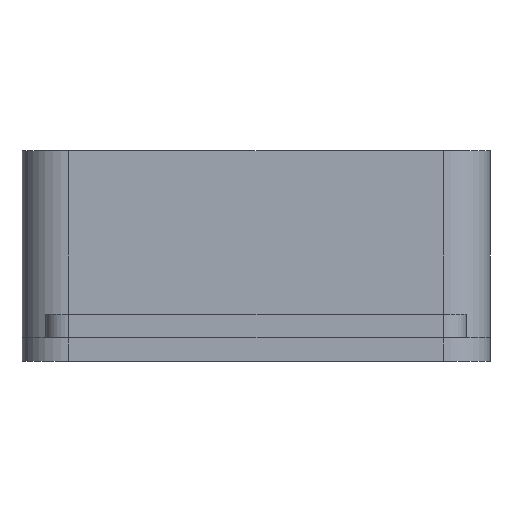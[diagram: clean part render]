
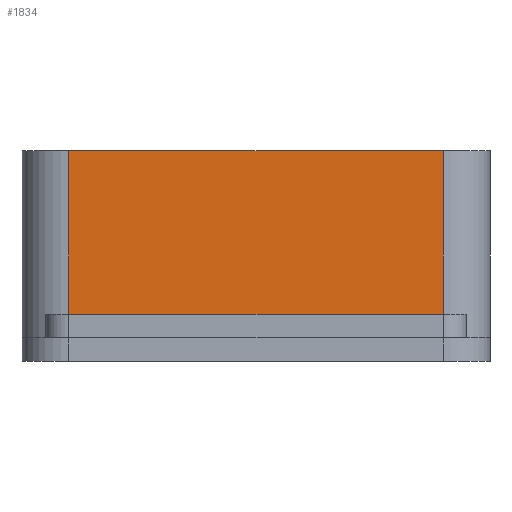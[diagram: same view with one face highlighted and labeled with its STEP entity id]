
A CAD part, left-side view. The second image highlights one B-rep face of the part: STEP entity #1834.
In plain terms, the highlighted planar face has unit normal (-1, 0, 0).
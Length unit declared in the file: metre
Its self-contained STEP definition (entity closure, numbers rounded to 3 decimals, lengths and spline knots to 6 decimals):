
#366=ORIENTED_EDGE('',*,*,#781,.T.);
#367=ORIENTED_EDGE('',*,*,#787,.F.);
#368=ORIENTED_EDGE('',*,*,#682,.F.);
#369=ORIENTED_EDGE('',*,*,#788,.T.);
#682=EDGE_CURVE('',#930,#931,#1104,.T.);
#781=EDGE_CURVE('',#1003,#1002,#1179,.T.);
#787=EDGE_CURVE('',#931,#1002,#1183,.T.);
#788=EDGE_CURVE('',#930,#1003,#1184,.T.);
#930=VERTEX_POINT('',#2756);
#931=VERTEX_POINT('',#2758);
#1002=VERTEX_POINT('',#2957);
#1003=VERTEX_POINT('',#2959);
#1104=LINE('',#2757,#1264);
#1179=LINE('',#2958,#1339);
#1183=LINE('',#2968,#1343);
#1184=LINE('',#2970,#1344);
#1264=VECTOR('',#2176,1.);
#1339=VECTOR('',#2359,1.);
#1343=VECTOR('',#2373,1.);
#1344=VECTOR('',#2376,1.);
#1444=EDGE_LOOP('',(#366,#367,#368,#369));
#1612=FACE_BOUND('',#1444,.T.);
#1761=PLANE('',#2000);
#1834=ADVANCED_FACE('',(#1612),#1761,.F.);
#2000=AXIS2_PLACEMENT_3D('',#2969,#2374,#2375);
#2176=DIRECTION('',(0.,-1.,0.));
#2359=DIRECTION('',(0.,-1.,0.));
#2373=DIRECTION('',(0.,0.,-1.));
#2374=DIRECTION('',(1.,0.,0.));
#2375=DIRECTION('',(0.,1.,0.));
#2376=DIRECTION('',(0.,0.,-1.));
#2756=CARTESIAN_POINT('',(-0.05,0.04,0.045));
#2757=CARTESIAN_POINT('',(-0.05,0.,0.045));
#2758=CARTESIAN_POINT('',(-0.05,-0.04,0.045));
#2957=CARTESIAN_POINT('',(-0.05,-0.04,0.));
#2958=CARTESIAN_POINT('',(-0.05,0.,0.));
#2959=CARTESIAN_POINT('',(-0.05,0.04,0.));
#2968=CARTESIAN_POINT('',(-0.05,-0.04,0.005));
#2969=CARTESIAN_POINT('',(-0.05,0.,0.005));
#2970=CARTESIAN_POINT('',(-0.05,0.04,0.005));
